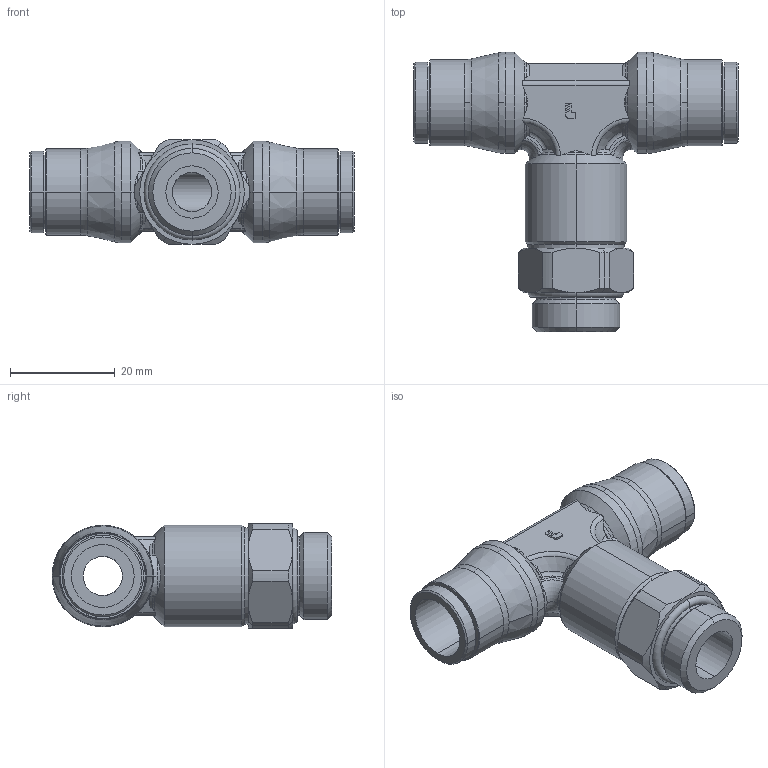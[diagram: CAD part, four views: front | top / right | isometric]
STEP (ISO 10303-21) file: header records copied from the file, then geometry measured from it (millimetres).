
FILE_DESCRIPTION(('STEP AP214'),'1');
FILE_NAME('3698_12_17.stp','2016-07-07T14:19:08',('TraceParts'),('TraceParts S.A.'),'Spatial InterOp 3D',' ',' ');
FILE_SCHEMA(('automotive_design'));
Length unit declared in the file: millimetre
Products named in the file (1): 1
Bounding box: 62 x 53.5 x 20 mm (x, y, z)
Volume: 16224.1 mm3; surface area: 9312.7 mm2
Topology: 1 solids, 1 shells, 224 faces, 590 edges, 379 vertices
Faces by surface type: cone 64, cylinder 56, plane 54, torus 50
Entity records: 7966 total; most frequent: CARTESIAN_POINT 2592, ORIENTED_EDGE 1180, DIRECTION 1129, EDGE_CURVE 590, AXIS2_PLACEMENT_3D 496, VERTEX_POINT 379, CIRCLE 269, EDGE_LOOP 239
